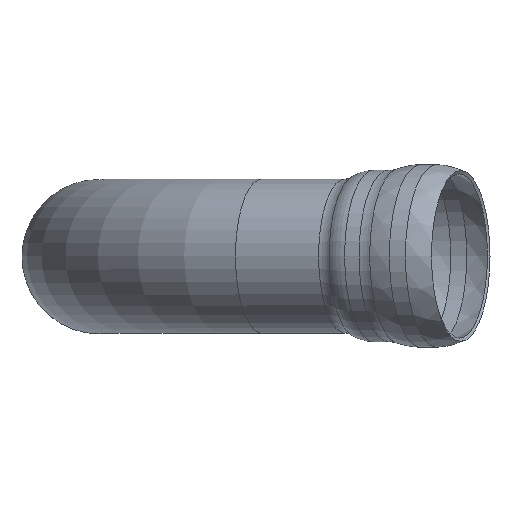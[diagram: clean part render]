
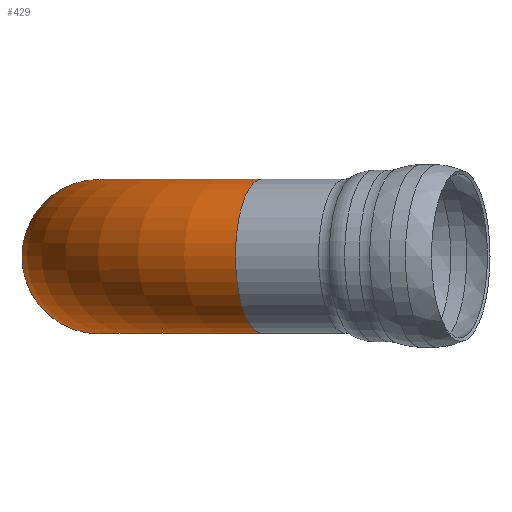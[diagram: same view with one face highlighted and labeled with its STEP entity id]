
A CAD part, top view. The second image highlights one B-rep face of the part: STEP entity #429.
In plain terms, the highlighted toroidal (fillet/blend) face has major radius 675 mm and minor radius 210 mm.
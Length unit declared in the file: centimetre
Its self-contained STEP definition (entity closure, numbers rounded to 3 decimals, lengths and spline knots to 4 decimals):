
#33=TOROIDAL_SURFACE('',#495,67.5,21.);
#60=FACE_OUTER_BOUND('',#84,.T.);
#84=EDGE_LOOP('',(#373,#374,#375,#376,#377,#378));
#121=CIRCLE('',#442,21.);
#124=CIRCLE('',#445,21.);
#162=CIRCLE('',#496,46.5);
#163=CIRCLE('',#497,21.);
#164=CIRCLE('',#498,21.);
#174=VERTEX_POINT('',#682);
#175=VERTEX_POINT('',#683);
#204=VERTEX_POINT('',#880);
#205=VERTEX_POINT('',#882);
#215=EDGE_CURVE('',#174,#175,#121,.T.);
#219=EDGE_CURVE('',#175,#174,#124,.T.);
#262=EDGE_CURVE('',#174,#204,#162,.T.);
#263=EDGE_CURVE('',#204,#205,#163,.T.);
#264=EDGE_CURVE('',#205,#204,#164,.T.);
#373=ORIENTED_EDGE('',*,*,#215,.F.);
#374=ORIENTED_EDGE('',*,*,#262,.T.);
#375=ORIENTED_EDGE('',*,*,#263,.T.);
#376=ORIENTED_EDGE('',*,*,#264,.T.);
#377=ORIENTED_EDGE('',*,*,#262,.F.);
#378=ORIENTED_EDGE('',*,*,#219,.F.);
#429=ADVANCED_FACE('',(#60),#33,.T.);
#442=AXIS2_PLACEMENT_3D('',#684,#523,#524);
#445=AXIS2_PLACEMENT_3D('',#690,#530,#531);
#495=AXIS2_PLACEMENT_3D('',#879,#635,#636);
#496=AXIS2_PLACEMENT_3D('',#881,#637,#638);
#497=AXIS2_PLACEMENT_3D('',#883,#639,#640);
#498=AXIS2_PLACEMENT_3D('',#884,#641,#642);
#523=DIRECTION('center_axis',(0.94,0.,0.342));
#524=DIRECTION('ref_axis',(-0.342,0.,0.94));
#530=DIRECTION('center_axis',(0.94,0.,0.342));
#531=DIRECTION('ref_axis',(-0.342,0.,0.94));
#635=DIRECTION('center_axis',(0.,1.,0.));
#636=DIRECTION('ref_axis',(-1.,0.,0.));
#637=DIRECTION('center_axis',(0.,-1.,0.));
#638=DIRECTION('ref_axis',(-1.,0.,0.));
#639=DIRECTION('center_axis',(0.,0.,1.));
#640=DIRECTION('ref_axis',(0.,-1.,0.));
#641=DIRECTION('center_axis',(0.,0.,1.));
#642=DIRECTION('ref_axis',(0.,-1.,0.));
#682=CARTESIAN_POINT('',(51.5961,0.,101.4317));
#683=CARTESIAN_POINT('',(44.4136,-21.,121.1652));
#684=CARTESIAN_POINT('Origin',(44.4136,0.,121.1652));
#690=CARTESIAN_POINT('Origin',(44.4136,0.,121.1652));
#879=CARTESIAN_POINT('Origin',(67.5,0.,57.736));
#880=CARTESIAN_POINT('',(21.,0.,57.736));
#881=CARTESIAN_POINT('Origin',(67.5,0.,57.736));
#882=CARTESIAN_POINT('',(-21.,0.,57.736));
#883=CARTESIAN_POINT('Origin',(0.,0.,57.736));
#884=CARTESIAN_POINT('Origin',(0.,0.,57.736));
